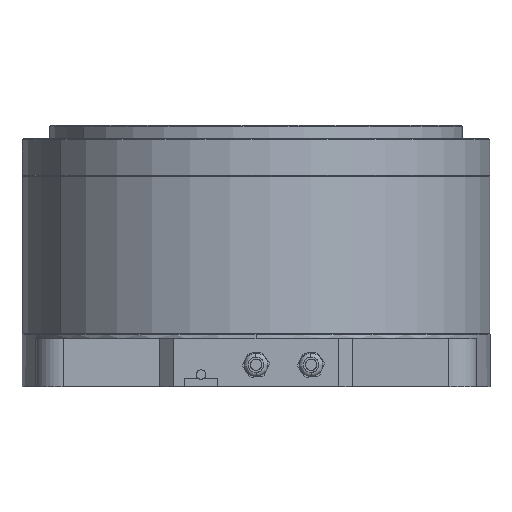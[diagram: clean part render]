
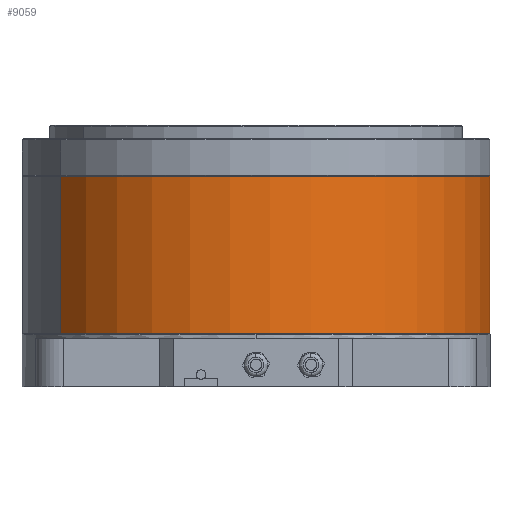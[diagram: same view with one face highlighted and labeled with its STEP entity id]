
A CAD part, left-side view. The second image highlights one B-rep face of the part: STEP entity #9059.
In plain terms, the highlighted cylindrical face has radius 85 mm (diameter 170 mm), a partial arc.
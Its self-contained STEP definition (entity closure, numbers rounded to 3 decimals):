
#358 = EDGE_CURVE ( 'NONE', #897, #9575, #9985, .T. ) ;
#897 = VERTEX_POINT ( 'NONE', #7064 ) ;
#939 = AXIS2_PLACEMENT_3D ( 'NONE', #7211, #3765, #8742 ) ;
#1297 = VECTOR ( 'NONE', #3543, 1000. ) ;
#1442 = LINE ( 'NONE', #1719, #1297 ) ;
#1719 = CARTESIAN_POINT ( 'NONE',  ( 46.939, -70.864, 76.4 ) ) ;
#1757 = CARTESIAN_POINT ( 'NONE',  ( 46.939, -70.864, 76.4 ) ) ;
#2079 = EDGE_LOOP ( 'NONE', ( #9340, #10302, #10322, #2442 ) ) ;
#2161 = EDGE_CURVE ( 'NONE', #897, #6502, #3909, .T. ) ;
#2442 = ORIENTED_EDGE ( 'NONE', *, *, #2161, .F. ) ;
#2505 = CARTESIAN_POINT ( 'NONE',  ( 46.939, -70.864, 19.5 ) ) ;
#2716 = EDGE_CURVE ( 'NONE', #6502, #5415, #4754, .T. ) ;
#3543 = DIRECTION ( 'NONE',  ( 0., 0., 1. ) ) ;
#3744 = DIRECTION ( 'NONE',  ( 0., 0., 1. ) ) ;
#3765 = DIRECTION ( 'NONE',  ( 0., 0., 1. ) ) ;
#3780 = CARTESIAN_POINT ( 'NONE',  ( -46.939, 70.864, 76.4 ) ) ;
#3798 = DIRECTION ( 'NONE',  ( 0., 0., 1. ) ) ;
#3909 = LINE ( 'NONE', #6490, #7894 ) ;
#4457 = AXIS2_PLACEMENT_3D ( 'NONE', #6610, #3798, #9140 ) ;
#4509 = CYLINDRICAL_SURFACE ( 'NONE', #939, 85. ) ;
#4577 = FACE_OUTER_BOUND ( 'NONE', #2079, .T. ) ;
#4754 = CIRCLE ( 'NONE', #8727, 85. ) ;
#5415 = VERTEX_POINT ( 'NONE', #1757 ) ;
#6451 = DIRECTION ( 'NONE',  ( -0.552, 0.834, 0. ) ) ;
#6490 = CARTESIAN_POINT ( 'NONE',  ( -46.939, 70.864, 76.4 ) ) ;
#6502 = VERTEX_POINT ( 'NONE', #3780 ) ;
#6556 = EDGE_CURVE ( 'NONE', #9575, #5415, #1442, .T. ) ;
#6610 = CARTESIAN_POINT ( 'NONE',  ( 0., 0., 19.5 ) ) ;
#7064 = CARTESIAN_POINT ( 'NONE',  ( -46.939, 70.864, 19.5 ) ) ;
#7211 = CARTESIAN_POINT ( 'NONE',  ( 0., 0., 76.4 ) ) ;
#7476 = DIRECTION ( 'NONE',  ( 0., 0., 1. ) ) ;
#7894 = VECTOR ( 'NONE', #7476, 1000. ) ;
#8727 = AXIS2_PLACEMENT_3D ( 'NONE', #10700, #3744, #6451 ) ;
#8742 = DIRECTION ( 'NONE',  ( -0.552, 0.834, 0. ) ) ;
#9059 = ADVANCED_FACE ( 'NONE', ( #4577 ), #4509, .T. ) ;
#9140 = DIRECTION ( 'NONE',  ( -0.552, 0.834, 0. ) ) ;
#9340 = ORIENTED_EDGE ( 'NONE', *, *, #358, .T. ) ;
#9575 = VERTEX_POINT ( 'NONE', #2505 ) ;
#9985 = CIRCLE ( 'NONE', #4457, 85. ) ;
#10302 = ORIENTED_EDGE ( 'NONE', *, *, #6556, .T. ) ;
#10322 = ORIENTED_EDGE ( 'NONE', *, *, #2716, .F. ) ;
#10700 = CARTESIAN_POINT ( 'NONE',  ( 0., 0., 76.4 ) ) ;
